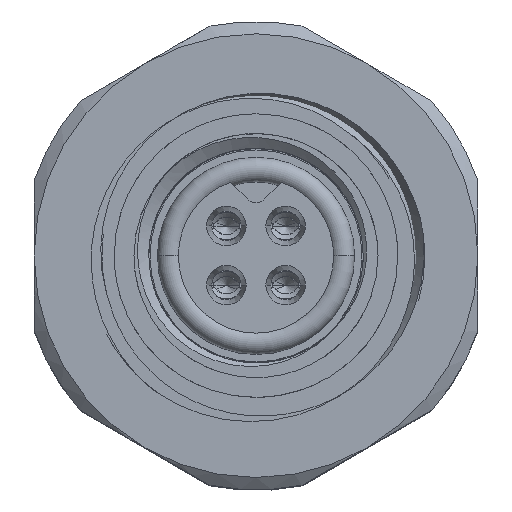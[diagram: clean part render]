
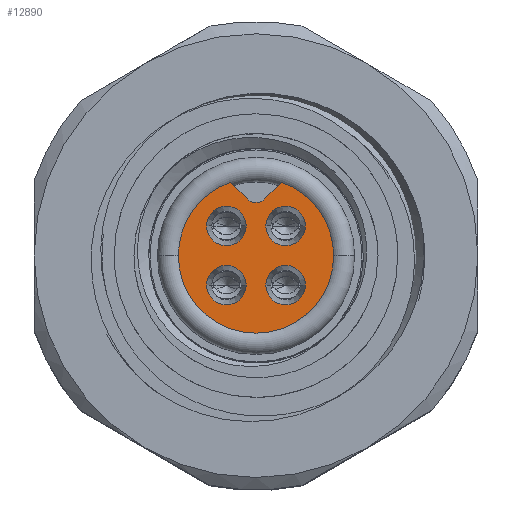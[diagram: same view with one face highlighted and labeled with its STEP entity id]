
A CAD part, top view. The second image highlights one B-rep face of the part: STEP entity #12890.
In plain terms, the highlighted planar face has unit normal (0, 0, 1).
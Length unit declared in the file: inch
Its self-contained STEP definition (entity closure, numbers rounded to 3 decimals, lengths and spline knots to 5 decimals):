
#14 = CARTESIAN_POINT ( 'NONE',  ( -0.00696, 0.04521, 0.37402 ) ) ;
#84 = VERTEX_POINT ( 'NONE', #9550 ) ;
#85 = FACE_BOUND ( 'NONE', #13445, .T. ) ;
#162 = EDGE_LOOP ( 'NONE', ( #9908, #7243, #17181, #17887, #18101, #14290 ) ) ;
#204 = CIRCLE ( 'NONE', #1427, 0.01575 ) ;
#281 = CARTESIAN_POINT ( 'NONE',  ( -0.03937, -0.02362, 0.37402 ) ) ;
#700 = EDGE_LOOP ( 'NONE', ( #17496, #4751 ) ) ;
#824 = VERTEX_POINT ( 'NONE', #281 ) ;
#922 = LINE ( 'NONE', #2358, #8892 ) ;
#1081 = VERTEX_POINT ( 'NONE', #15898 ) ;
#1159 = ORIENTED_EDGE ( 'NONE', *, *, #16828, .T. ) ;
#1364 = EDGE_LOOP ( 'NONE', ( #4725, #1159 ) ) ;
#1426 = FACE_BOUND ( 'NONE', #11493, .T. ) ;
#1427 = AXIS2_PLACEMENT_3D ( 'NONE', #5099, #10803, #16684 ) ;
#1561 = CARTESIAN_POINT ( 'NONE',  ( 0.03937, -0.02362, 0.37402 ) ) ;
#1570 = DIRECTION ( 'NONE',  ( 0., 0., -1. ) ) ;
#1647 = DIRECTION ( 'NONE',  ( 0., 0., -1. ) ) ;
#1649 = DIRECTION ( 'NONE',  ( 0., 0., -1. ) ) ;
#1690 = AXIS2_PLACEMENT_3D ( 'NONE', #17843, #7150, #7339 ) ;
#1700 = ORIENTED_EDGE ( 'NONE', *, *, #6943, .T. ) ;
#1724 = AXIS2_PLACEMENT_3D ( 'NONE', #7579, #18272, #5055 ) ;
#1736 = DIRECTION ( 'NONE',  ( 1., 0., 0. ) ) ;
#2358 = CARTESIAN_POINT ( 'NONE',  ( 0.02033, 0.05858, 0.37402 ) ) ;
#3009 = AXIS2_PLACEMENT_3D ( 'NONE', #18858, #9994, #17037 ) ;
#3363 = CIRCLE ( 'NONE', #5833, 0.06201 ) ;
#3482 = DIRECTION ( 'NONE',  ( 1., 0., 0. ) ) ;
#3972 = CARTESIAN_POINT ( 'NONE',  ( 0.00696, 0.04521, 0.37402 ) ) ;
#4012 = CARTESIAN_POINT ( 'NONE',  ( -0.00696, 0.04521, 0.37402 ) ) ;
#4231 = VECTOR ( 'NONE', #5494, 39.37008 ) ;
#4411 = PLANE ( 'NONE',  #12322 ) ;
#4416 = DIRECTION ( 'NONE',  ( 0., 0., -1. ) ) ;
#4470 = CARTESIAN_POINT ( 'NONE',  ( 0., 0., 0.37402 ) ) ;
#4502 = DIRECTION ( 'NONE',  ( 1., 0., 0. ) ) ;
#4548 = CARTESIAN_POINT ( 'NONE',  ( -0.02033, 0.05858, 0.37402 ) ) ;
#4568 = VERTEX_POINT ( 'NONE', #15295 ) ;
#4659 = CARTESIAN_POINT ( 'NONE',  ( 0.02362, 0.02362, 0.37402 ) ) ;
#4703 = AXIS2_PLACEMENT_3D ( 'NONE', #14480, #4416, #7133 ) ;
#4725 = ORIENTED_EDGE ( 'NONE', *, *, #14669, .T. ) ;
#4751 = ORIENTED_EDGE ( 'NONE', *, *, #8771, .T. ) ;
#4820 = CARTESIAN_POINT ( 'NONE',  ( 0.02362, -0.02362, 0.37402 ) ) ;
#5053 = CIRCLE ( 'NONE', #17391, 0.01575 ) ;
#5055 = DIRECTION ( 'NONE',  ( 1., 0., 0. ) ) ;
#5071 = CIRCLE ( 'NONE', #1690, 0.06201 ) ;
#5099 = CARTESIAN_POINT ( 'NONE',  ( 0.02362, -0.02362, 0.37402 ) ) ;
#5146 = EDGE_CURVE ( 'NONE', #4568, #18315, #5071, .T. ) ;
#5494 = DIRECTION ( 'NONE',  ( -0.707, 0.707, 0. ) ) ;
#5833 = AXIS2_PLACEMENT_3D ( 'NONE', #7934, #12197, #8039 ) ;
#6019 = VERTEX_POINT ( 'NONE', #13493 ) ;
#6089 = DIRECTION ( 'NONE',  ( 1., 0., 0. ) ) ;
#6370 = EDGE_CURVE ( 'NONE', #19075, #1081, #204, .T. ) ;
#6379 = CIRCLE ( 'NONE', #3009, 0.01575 ) ;
#6879 = AXIS2_PLACEMENT_3D ( 'NONE', #10439, #1570, #6089 ) ;
#6943 = EDGE_CURVE ( 'NONE', #6019, #824, #8848, .T. ) ;
#7133 = DIRECTION ( 'NONE',  ( 1., 0., 0. ) ) ;
#7150 = DIRECTION ( 'NONE',  ( 0., 0., -1. ) ) ;
#7204 = AXIS2_PLACEMENT_3D ( 'NONE', #13929, #16893, #3482 ) ;
#7213 = EDGE_CURVE ( 'NONE', #84, #14658, #13452, .T. ) ;
#7243 = ORIENTED_EDGE ( 'NONE', *, *, #10048, .T. ) ;
#7339 = DIRECTION ( 'NONE',  ( 1., 0., 0. ) ) ;
#7498 = CIRCLE ( 'NONE', #4703, 0.01575 ) ;
#7521 = AXIS2_PLACEMENT_3D ( 'NONE', #10338, #1647, #1736 ) ;
#7579 = CARTESIAN_POINT ( 'NONE',  ( -0.02362, -0.02362, 0.37402 ) ) ;
#7864 = CARTESIAN_POINT ( 'NONE',  ( -0.00787, 0.02362, 0.37402 ) ) ;
#7934 = CARTESIAN_POINT ( 'NONE',  ( 0., 0., 0.37402 ) ) ;
#8039 = DIRECTION ( 'NONE',  ( 1., 0., 0. ) ) ;
#8380 = CARTESIAN_POINT ( 'NONE',  ( 0.00787, 0.02362, 0.37402 ) ) ;
#8527 = EDGE_CURVE ( 'NONE', #8817, #14658, #15540, .T. ) ;
#8629 = ORIENTED_EDGE ( 'NONE', *, *, #6370, .T. ) ;
#8771 = EDGE_CURVE ( 'NONE', #12728, #15672, #6379, .T. ) ;
#8817 = VERTEX_POINT ( 'NONE', #4012 ) ;
#8848 = CIRCLE ( 'NONE', #1724, 0.01575 ) ;
#8892 = VECTOR ( 'NONE', #9601, 39.37008 ) ;
#9015 = DIRECTION ( 'NONE',  ( 0., 0., -1. ) ) ;
#9550 = CARTESIAN_POINT ( 'NONE',  ( -0.06201, 0., 0.37402 ) ) ;
#9601 = DIRECTION ( 'NONE',  ( -0.707, -0.707, 0. ) ) ;
#9908 = ORIENTED_EDGE ( 'NONE', *, *, #5146, .F. ) ;
#9994 = DIRECTION ( 'NONE',  ( 0., 0., -1. ) ) ;
#10048 = EDGE_CURVE ( 'NONE', #4568, #17927, #922, .T. ) ;
#10338 = CARTESIAN_POINT ( 'NONE',  ( -0.02362, -0.02362, 0.37402 ) ) ;
#10439 = CARTESIAN_POINT ( 'NONE',  ( -0.02362, 0.02362, 0.37402 ) ) ;
#10540 = DIRECTION ( 'NONE',  ( 1., 0., 0. ) ) ;
#10803 = DIRECTION ( 'NONE',  ( 0., 0., -1. ) ) ;
#11493 = EDGE_LOOP ( 'NONE', ( #1700, #16372 ) ) ;
#11753 = FACE_BOUND ( 'NONE', #700, .T. ) ;
#11907 = DIRECTION ( 'NONE',  ( 1., 0., 0. ) ) ;
#12197 = DIRECTION ( 'NONE',  ( 0., 0., -1. ) ) ;
#12322 = AXIS2_PLACEMENT_3D ( 'NONE', #14849, #17726, #4502 ) ;
#12349 = EDGE_CURVE ( 'NONE', #18315, #84, #3363, .T. ) ;
#12600 = EDGE_CURVE ( 'NONE', #1081, #19075, #17817, .T. ) ;
#12728 = VERTEX_POINT ( 'NONE', #8380 ) ;
#12890 = ADVANCED_FACE ( 'NONE', ( #14654, #1426, #85, #11753, #17635 ), #4411, .T. ) ;
#13063 = VERTEX_POINT ( 'NONE', #7864 ) ;
#13445 = EDGE_LOOP ( 'NONE', ( #8629, #14632 ) ) ;
#13452 = CIRCLE ( 'NONE', #15313, 0.06201 ) ;
#13493 = CARTESIAN_POINT ( 'NONE',  ( -0.00787, -0.02362, 0.37402 ) ) ;
#13807 = CARTESIAN_POINT ( 'NONE',  ( 0.06201, 0., 0.37402 ) ) ;
#13929 = CARTESIAN_POINT ( 'NONE',  ( 0., 0.05217, 0.37402 ) ) ;
#14007 = CIRCLE ( 'NONE', #7521, 0.01575 ) ;
#14290 = ORIENTED_EDGE ( 'NONE', *, *, #12349, .F. ) ;
#14480 = CARTESIAN_POINT ( 'NONE',  ( -0.02362, 0.02362, 0.37402 ) ) ;
#14632 = ORIENTED_EDGE ( 'NONE', *, *, #12600, .T. ) ;
#14654 = FACE_BOUND ( 'NONE', #1364, .T. ) ;
#14658 = VERTEX_POINT ( 'NONE', #4548 ) ;
#14669 = EDGE_CURVE ( 'NONE', #13063, #15509, #18578, .T. ) ;
#14716 = EDGE_CURVE ( 'NONE', #17927, #8817, #15208, .T. ) ;
#14849 = CARTESIAN_POINT ( 'NONE',  ( -0.06455, -0.06442, 0.37402 ) ) ;
#15208 = CIRCLE ( 'NONE', #7204, 0.00984 ) ;
#15295 = CARTESIAN_POINT ( 'NONE',  ( 0.02033, 0.05858, 0.37402 ) ) ;
#15313 = AXIS2_PLACEMENT_3D ( 'NONE', #4470, #15968, #11907 ) ;
#15509 = VERTEX_POINT ( 'NONE', #18234 ) ;
#15540 = LINE ( 'NONE', #14, #4231 ) ;
#15672 = VERTEX_POINT ( 'NONE', #18425 ) ;
#15898 = CARTESIAN_POINT ( 'NONE',  ( 0.00787, -0.02362, 0.37402 ) ) ;
#15968 = DIRECTION ( 'NONE',  ( 0., 0., -1. ) ) ;
#16372 = ORIENTED_EDGE ( 'NONE', *, *, #18988, .T. ) ;
#16684 = DIRECTION ( 'NONE',  ( 1., 0., 0. ) ) ;
#16828 = EDGE_CURVE ( 'NONE', #15509, #13063, #7498, .T. ) ;
#16893 = DIRECTION ( 'NONE',  ( 0., 0., -1. ) ) ;
#17037 = DIRECTION ( 'NONE',  ( 1., 0., 0. ) ) ;
#17181 = ORIENTED_EDGE ( 'NONE', *, *, #14716, .T. ) ;
#17391 = AXIS2_PLACEMENT_3D ( 'NONE', #4659, #9015, #10540 ) ;
#17496 = ORIENTED_EDGE ( 'NONE', *, *, #18718, .T. ) ;
#17635 = FACE_OUTER_BOUND ( 'NONE', #162, .T. ) ;
#17726 = DIRECTION ( 'NONE',  ( 0., 0., 1. ) ) ;
#17817 = CIRCLE ( 'NONE', #18785, 0.01575 ) ;
#17843 = CARTESIAN_POINT ( 'NONE',  ( 0., 0., 0.37402 ) ) ;
#17857 = DIRECTION ( 'NONE',  ( 1., 0., 0. ) ) ;
#17887 = ORIENTED_EDGE ( 'NONE', *, *, #8527, .T. ) ;
#17927 = VERTEX_POINT ( 'NONE', #3972 ) ;
#18101 = ORIENTED_EDGE ( 'NONE', *, *, #7213, .F. ) ;
#18234 = CARTESIAN_POINT ( 'NONE',  ( -0.03937, 0.02362, 0.37402 ) ) ;
#18272 = DIRECTION ( 'NONE',  ( 0., 0., -1. ) ) ;
#18315 = VERTEX_POINT ( 'NONE', #13807 ) ;
#18425 = CARTESIAN_POINT ( 'NONE',  ( 0.03937, 0.02362, 0.37402 ) ) ;
#18578 = CIRCLE ( 'NONE', #6879, 0.01575 ) ;
#18718 = EDGE_CURVE ( 'NONE', #15672, #12728, #5053, .T. ) ;
#18785 = AXIS2_PLACEMENT_3D ( 'NONE', #4820, #1649, #17857 ) ;
#18858 = CARTESIAN_POINT ( 'NONE',  ( 0.02362, 0.02362, 0.37402 ) ) ;
#18988 = EDGE_CURVE ( 'NONE', #824, #6019, #14007, .T. ) ;
#19075 = VERTEX_POINT ( 'NONE', #1561 ) ;
